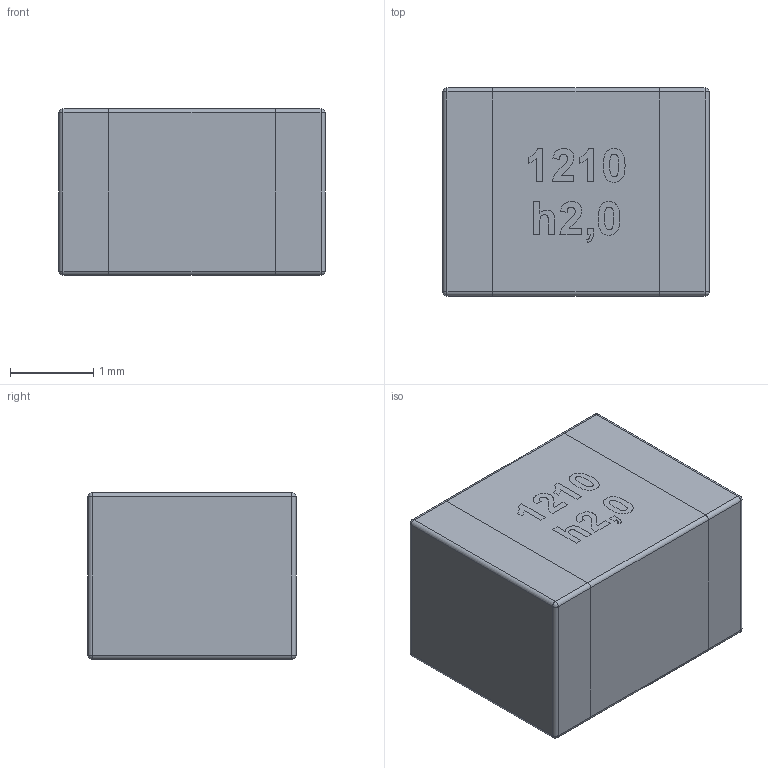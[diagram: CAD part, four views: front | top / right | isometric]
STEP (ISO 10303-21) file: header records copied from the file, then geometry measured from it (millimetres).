
FILE_DESCRIPTION (( 'STEP AP214' ), '1' );
FILE_NAME ('c_1210-h2.0.STEP', '2024-11-27T12:50:12', ( '' ), ( '' ), 'SwSTEP 2.0', 'SolidWorks 2021', '' );
FILE_SCHEMA (( 'AUTOMOTIVE_DESIGN' ));
Length unit declared in the file: millimetre
Products named in the file (1): c_1210-h2.0
Bounding box: 3.2 x 2.5 x 2 mm (x, y, z)
Volume: 16 mm3; surface area: 58.1 mm2
Topology: 3 solids, 3 shells, 56 faces, 189 edges, 141 vertices
Faces by surface type: plane 28, cylinder 20, sphere 8
Entity records: 3121 total; most frequent: CARTESIAN_POINT 1131, ORIENTED_EDGE 362, DIRECTION 281, EDGE_CURVE 181, VERTEX_POINT 141, AXIS2_PLACEMENT_3D 97, VECTOR 87, LINE 87
